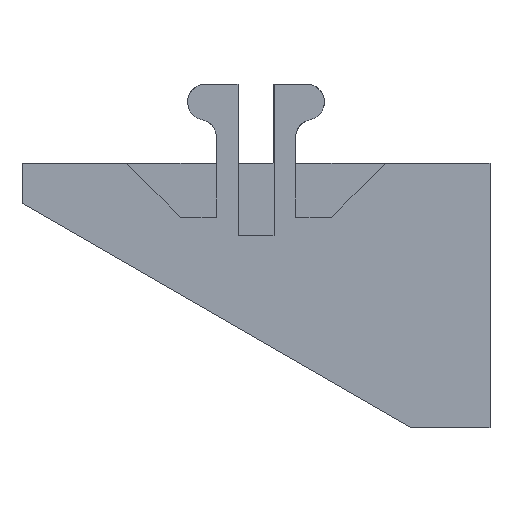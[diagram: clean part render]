
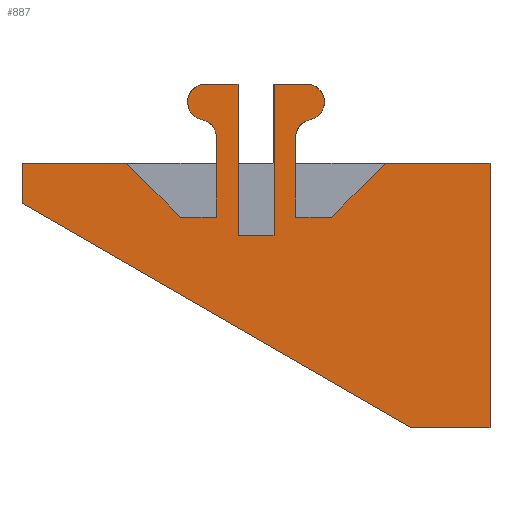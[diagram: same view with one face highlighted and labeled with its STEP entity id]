
A CAD part, front view. The second image highlights one B-rep face of the part: STEP entity #887.
In plain terms, the highlighted planar face has unit normal (0, -1, 0).
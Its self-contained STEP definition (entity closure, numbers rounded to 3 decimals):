
#23=CIRCLE('',#957,0.5);
#24=CIRCLE('',#960,0.5);
#25=CIRCLE('',#963,0.5);
#26=CIRCLE('',#964,0.5);
#65=FACE_OUTER_BOUND('',#112,.T.);
#112=EDGE_LOOP('',(#715,#716,#717,#718,#719,#720,#721,#722,#723,#724,#725,
#726,#727,#728,#729,#730,#731,#732,#733,#734,#735));
#209=LINE('',#1402,#320);
#212=LINE('',#1411,#323);
#214=LINE('',#1417,#325);
#215=LINE('',#1419,#326);
#216=LINE('',#1421,#327);
#217=LINE('',#1423,#328);
#218=LINE('',#1425,#329);
#219=LINE('',#1428,#330);
#220=LINE('',#1430,#331);
#221=LINE('',#1432,#332);
#222=LINE('',#1434,#333);
#223=LINE('',#1436,#334);
#224=LINE('',#1438,#335);
#225=LINE('',#1440,#336);
#226=LINE('',#1442,#337);
#227=LINE('',#1444,#338);
#228=LINE('',#1445,#339);
#320=VECTOR('',#1141,10.);
#323=VECTOR('',#1150,10.);
#325=VECTOR('',#1156,10.);
#326=VECTOR('',#1157,10.);
#327=VECTOR('',#1158,10.);
#328=VECTOR('',#1159,10.);
#329=VECTOR('',#1160,10.);
#330=VECTOR('',#1163,10.);
#331=VECTOR('',#1164,10.);
#332=VECTOR('',#1165,10.);
#333=VECTOR('',#1166,10.);
#334=VECTOR('',#1167,10.);
#335=VECTOR('',#1168,10.);
#336=VECTOR('',#1169,10.);
#337=VECTOR('',#1170,10.);
#338=VECTOR('',#1171,10.);
#339=VECTOR('',#1172,10.);
#416=VERTEX_POINT('',#1394);
#417=VERTEX_POINT('',#1395);
#418=VERTEX_POINT('',#1400);
#419=VERTEX_POINT('',#1404);
#420=VERTEX_POINT('',#1406);
#421=VERTEX_POINT('',#1410);
#422=VERTEX_POINT('',#1414);
#423=VERTEX_POINT('',#1416);
#424=VERTEX_POINT('',#1418);
#425=VERTEX_POINT('',#1420);
#426=VERTEX_POINT('',#1422);
#427=VERTEX_POINT('',#1424);
#428=VERTEX_POINT('',#1427);
#429=VERTEX_POINT('',#1429);
#430=VERTEX_POINT('',#1431);
#431=VERTEX_POINT('',#1433);
#432=VERTEX_POINT('',#1435);
#433=VERTEX_POINT('',#1437);
#434=VERTEX_POINT('',#1439);
#435=VERTEX_POINT('',#1441);
#436=VERTEX_POINT('',#1443);
#522=EDGE_CURVE('',#416,#417,#23,.F.);
#526=EDGE_CURVE('',#417,#418,#209,.T.);
#528=EDGE_CURVE('',#420,#419,#24,.F.);
#530=EDGE_CURVE('',#421,#420,#212,.T.);
#532=EDGE_CURVE('',#422,#419,#25,.T.);
#533=EDGE_CURVE('',#422,#423,#214,.T.);
#534=EDGE_CURVE('',#423,#424,#215,.T.);
#535=EDGE_CURVE('',#424,#425,#216,.T.);
#536=EDGE_CURVE('',#426,#425,#217,.T.);
#537=EDGE_CURVE('',#427,#426,#218,.T.);
#538=EDGE_CURVE('',#416,#427,#26,.T.);
#539=EDGE_CURVE('',#418,#428,#219,.T.);
#540=EDGE_CURVE('',#428,#429,#220,.T.);
#541=EDGE_CURVE('',#429,#430,#221,.T.);
#542=EDGE_CURVE('',#430,#431,#222,.T.);
#543=EDGE_CURVE('',#432,#431,#223,.T.);
#544=EDGE_CURVE('',#432,#433,#224,.T.);
#545=EDGE_CURVE('',#433,#434,#225,.T.);
#546=EDGE_CURVE('',#434,#435,#226,.T.);
#547=EDGE_CURVE('',#436,#435,#227,.T.);
#548=EDGE_CURVE('',#421,#436,#228,.T.);
#715=ORIENTED_EDGE('',*,*,#532,.F.);
#716=ORIENTED_EDGE('',*,*,#533,.T.);
#717=ORIENTED_EDGE('',*,*,#534,.T.);
#718=ORIENTED_EDGE('',*,*,#535,.T.);
#719=ORIENTED_EDGE('',*,*,#536,.F.);
#720=ORIENTED_EDGE('',*,*,#537,.F.);
#721=ORIENTED_EDGE('',*,*,#538,.F.);
#722=ORIENTED_EDGE('',*,*,#522,.T.);
#723=ORIENTED_EDGE('',*,*,#526,.T.);
#724=ORIENTED_EDGE('',*,*,#539,.T.);
#725=ORIENTED_EDGE('',*,*,#540,.T.);
#726=ORIENTED_EDGE('',*,*,#541,.T.);
#727=ORIENTED_EDGE('',*,*,#542,.T.);
#728=ORIENTED_EDGE('',*,*,#543,.F.);
#729=ORIENTED_EDGE('',*,*,#544,.T.);
#730=ORIENTED_EDGE('',*,*,#545,.T.);
#731=ORIENTED_EDGE('',*,*,#546,.T.);
#732=ORIENTED_EDGE('',*,*,#547,.F.);
#733=ORIENTED_EDGE('',*,*,#548,.F.);
#734=ORIENTED_EDGE('',*,*,#530,.T.);
#735=ORIENTED_EDGE('',*,*,#528,.T.);
#842=PLANE('',#962);
#887=ADVANCED_FACE('',(#65),#842,.F.);
#957=AXIS2_PLACEMENT_3D('',#1396,#1134,#1135);
#960=AXIS2_PLACEMENT_3D('',#1407,#1145,#1146);
#962=AXIS2_PLACEMENT_3D('',#1413,#1152,#1153);
#963=AXIS2_PLACEMENT_3D('',#1415,#1154,#1155);
#964=AXIS2_PLACEMENT_3D('',#1426,#1161,#1162);
#1134=DIRECTION('center_axis',(0.,-1.,0.));
#1135=DIRECTION('ref_axis',(-1.,0.,0.));
#1141=DIRECTION('',(0.,0.,-1.));
#1145=DIRECTION('center_axis',(0.,-1.,0.));
#1146=DIRECTION('ref_axis',(1.,0.,0.));
#1150=DIRECTION('',(0.,0.,1.));
#1152=DIRECTION('center_axis',(0.,1.,0.));
#1153=DIRECTION('ref_axis',(-1.,0.,0.));
#1154=DIRECTION('center_axis',(0.,1.,0.));
#1155=DIRECTION('ref_axis',(0.707,0.,0.707));
#1156=DIRECTION('',(-1.,0.,0.));
#1157=DIRECTION('',(0.,0.,-1.));
#1158=DIRECTION('',(-1.,0.,0.));
#1159=DIRECTION('',(0.,0.,-1.));
#1160=DIRECTION('',(1.,0.,0.));
#1161=DIRECTION('center_axis',(0.,1.,0.));
#1162=DIRECTION('ref_axis',(-0.707,0.,0.707));
#1163=DIRECTION('',(-1.,0.,0.));
#1164=DIRECTION('',(-0.707,0.,0.707));
#1165=DIRECTION('',(-1.,0.,0.));
#1166=DIRECTION('',(0.,0.,-1.));
#1167=DIRECTION('',(-0.866,0.,0.5));
#1168=DIRECTION('',(1.,0.,0.));
#1169=DIRECTION('',(0.,0.,1.));
#1170=DIRECTION('',(-1.,0.,0.));
#1171=DIRECTION('',(0.707,0.,0.707));
#1172=DIRECTION('',(1.,0.,0.));
#1394=CARTESIAN_POINT('',(166.,-7.15,23.739));
#1395=CARTESIAN_POINT('',(166.4,-7.15,23.249));
#1396=CARTESIAN_POINT('Origin',(165.9,-7.15,23.249));
#1400=CARTESIAN_POINT('',(166.4,-7.15,21.029));
#1402=CARTESIAN_POINT('',(166.4,-7.15,22.529));
#1404=CARTESIAN_POINT('',(169.,-7.15,23.739));
#1406=CARTESIAN_POINT('',(168.6,-7.15,23.249));
#1407=CARTESIAN_POINT('Origin',(169.1,-7.15,23.249));
#1410=CARTESIAN_POINT('',(168.6,-7.15,21.029));
#1411=CARTESIAN_POINT('',(168.6,-7.15,22.529));
#1413=CARTESIAN_POINT('Origin',(167.5,-7.15,19.952));
#1414=CARTESIAN_POINT('',(168.9,-7.15,24.729));
#1415=CARTESIAN_POINT('Origin',(168.9,-7.15,24.229));
#1416=CARTESIAN_POINT('',(168.,-7.15,24.729));
#1417=CARTESIAN_POINT('',(169.4,-7.15,24.729));
#1418=CARTESIAN_POINT('',(168.,-7.15,20.529));
#1419=CARTESIAN_POINT('',(168.,-7.15,24.729));
#1420=CARTESIAN_POINT('',(167.,-7.15,20.529));
#1421=CARTESIAN_POINT('',(168.,-7.15,20.529));
#1422=CARTESIAN_POINT('',(167.,-7.15,24.729));
#1423=CARTESIAN_POINT('',(167.,-7.15,24.729));
#1424=CARTESIAN_POINT('',(166.1,-7.15,24.729));
#1425=CARTESIAN_POINT('',(165.6,-7.15,24.729));
#1426=CARTESIAN_POINT('Origin',(166.1,-7.15,24.229));
#1427=CARTESIAN_POINT('',(165.4,-7.15,21.029));
#1428=CARTESIAN_POINT('',(166.4,-7.15,21.029));
#1429=CARTESIAN_POINT('',(163.9,-7.15,22.529));
#1430=CARTESIAN_POINT('',(165.4,-7.15,21.029));
#1431=CARTESIAN_POINT('',(161.,-7.15,22.529));
#1432=CARTESIAN_POINT('',(166.4,-7.15,22.529));
#1433=CARTESIAN_POINT('',(161.,-7.15,21.416));
#1434=CARTESIAN_POINT('',(161.,-7.15,22.529));
#1435=CARTESIAN_POINT('',(171.81,-7.15,15.175));
#1436=CARTESIAN_POINT('',(171.81,-7.15,15.175));
#1437=CARTESIAN_POINT('',(174.,-7.15,15.175));
#1438=CARTESIAN_POINT('',(171.81,-7.15,15.175));
#1439=CARTESIAN_POINT('',(174.,-7.15,22.529));
#1440=CARTESIAN_POINT('',(174.,-7.15,11.024));
#1441=CARTESIAN_POINT('',(171.1,-7.15,22.529));
#1442=CARTESIAN_POINT('',(174.,-7.15,22.529));
#1443=CARTESIAN_POINT('',(169.6,-7.15,21.029));
#1444=CARTESIAN_POINT('',(169.6,-7.15,21.029));
#1445=CARTESIAN_POINT('',(168.6,-7.15,21.029));
